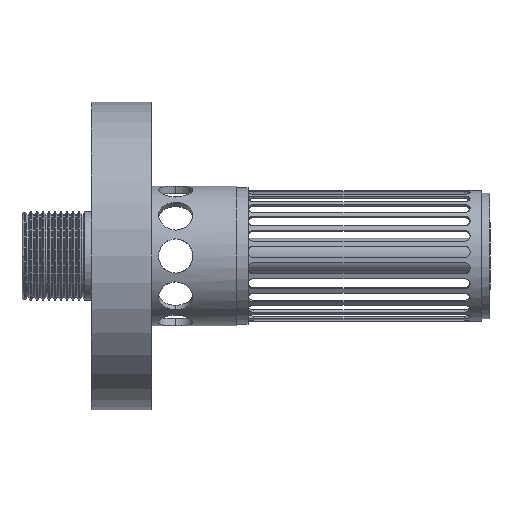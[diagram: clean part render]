
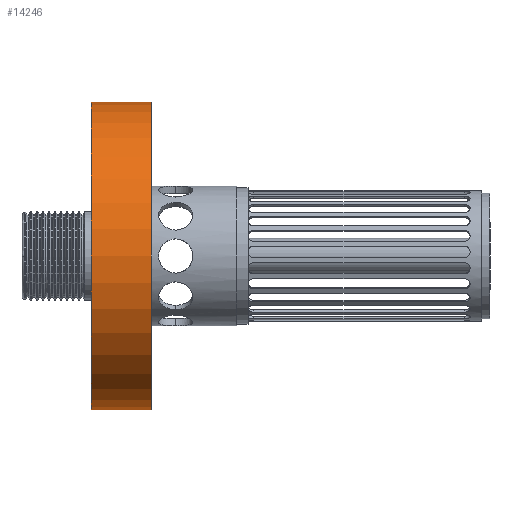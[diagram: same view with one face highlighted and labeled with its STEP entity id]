
A CAD part, front view. The second image highlights one B-rep face of the part: STEP entity #14246.
In plain terms, the highlighted cylindrical face has radius 27 mm (diameter 54 mm), a partial arc.
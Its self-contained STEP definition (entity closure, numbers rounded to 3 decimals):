
#79 = ORIENTED_EDGE ( 'NONE', *, *, #989, .T. ) ;
#775 = DIRECTION ( 'NONE',  ( 0., 0., 1. ) ) ;
#989 = EDGE_CURVE ( 'NONE', #7662, #1007, #17555, .T. ) ;
#1007 = VERTEX_POINT ( 'NONE', #2662 ) ;
#1130 = VERTEX_POINT ( 'NONE', #8687 ) ;
#1966 = ORIENTED_EDGE ( 'NONE', *, *, #11168, .F. ) ;
#2022 = VECTOR ( 'NONE', #13773, 1000. ) ;
#2447 = ORIENTED_EDGE ( 'NONE', *, *, #18287, .T. ) ;
#2662 = CARTESIAN_POINT ( 'NONE',  ( -15.112, 50.701, 24. ) ) ;
#2773 = VERTEX_POINT ( 'NONE', #14658 ) ;
#2971 = AXIS2_PLACEMENT_3D ( 'NONE', #17736, #14494, #775 ) ;
#4492 = AXIS2_PLACEMENT_3D ( 'NONE', #14901, #16395, #8644 ) ;
#4791 = CARTESIAN_POINT ( 'NONE',  ( -15.112, 50.701, 78. ) ) ;
#6762 = EDGE_LOOP ( 'NONE', ( #1966, #2447, #7841, #79 ) ) ;
#7471 = DIRECTION ( 'NONE',  ( 1., 0., 0. ) ) ;
#7614 = LINE ( 'NONE', #16801, #2022 ) ;
#7662 = VERTEX_POINT ( 'NONE', #4791 ) ;
#7841 = ORIENTED_EDGE ( 'NONE', *, *, #16744, .T. ) ;
#8644 = DIRECTION ( 'NONE',  ( 0., 0., 1. ) ) ;
#8687 = CARTESIAN_POINT ( 'NONE',  ( -4.612, 50.701, 78. ) ) ;
#8851 = FACE_OUTER_BOUND ( 'NONE', #6762, .T. ) ;
#8940 = VECTOR ( 'NONE', #8950, 1000. ) ;
#8950 = DIRECTION ( 'NONE',  ( -1., 0., 0. ) ) ;
#10535 = CARTESIAN_POINT ( 'NONE',  ( -15.112, 50.701, 51. ) ) ;
#11168 = EDGE_CURVE ( 'NONE', #2773, #1007, #7614, .T. ) ;
#12086 = DIRECTION ( 'NONE',  ( 0., 0., 1. ) ) ;
#13337 = AXIS2_PLACEMENT_3D ( 'NONE', #10535, #7471, #12086 ) ;
#13773 = DIRECTION ( 'NONE',  ( -1., 0., 0. ) ) ;
#14246 = ADVANCED_FACE ( 'NONE', ( #8851 ), #14804, .T. ) ;
#14494 = DIRECTION ( 'NONE',  ( -1., 0., 0. ) ) ;
#14658 = CARTESIAN_POINT ( 'NONE',  ( -4.612, 50.701, 24. ) ) ;
#14804 = CYLINDRICAL_SURFACE ( 'NONE', #4492, 27. ) ;
#14901 = CARTESIAN_POINT ( 'NONE',  ( -15.112, 50.701, 51. ) ) ;
#15406 = LINE ( 'NONE', #18240, #8940 ) ;
#16395 = DIRECTION ( 'NONE',  ( -1., 0., 0. ) ) ;
#16744 = EDGE_CURVE ( 'NONE', #1130, #7662, #15406, .T. ) ;
#16801 = CARTESIAN_POINT ( 'NONE',  ( -15.112, 50.701, 24. ) ) ;
#17555 = CIRCLE ( 'NONE', #13337, 27. ) ;
#17736 = CARTESIAN_POINT ( 'NONE',  ( -4.612, 50.701, 51. ) ) ;
#18007 = CIRCLE ( 'NONE', #2971, 27. ) ;
#18240 = CARTESIAN_POINT ( 'NONE',  ( -15.112, 50.701, 78. ) ) ;
#18287 = EDGE_CURVE ( 'NONE', #2773, #1130, #18007, .T. ) ;
